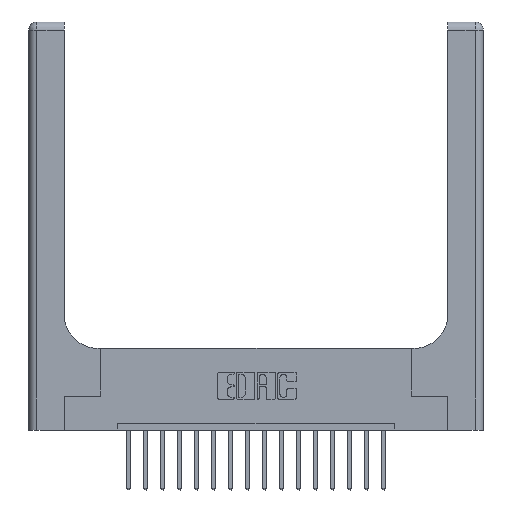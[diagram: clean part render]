
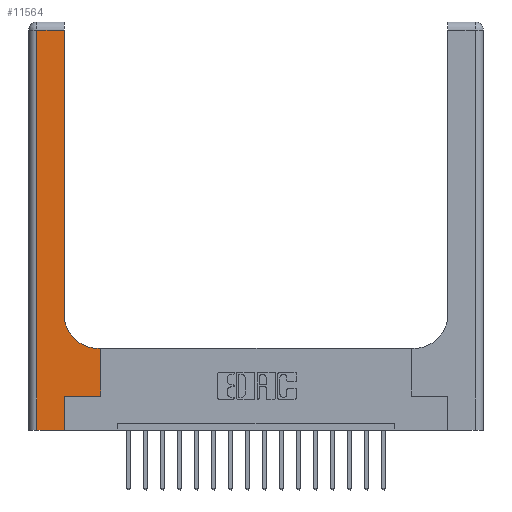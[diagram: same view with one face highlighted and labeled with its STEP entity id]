
A CAD part, top view. The second image highlights one B-rep face of the part: STEP entity #11564.
In plain terms, the highlighted planar face has unit normal (0, 0, 1).
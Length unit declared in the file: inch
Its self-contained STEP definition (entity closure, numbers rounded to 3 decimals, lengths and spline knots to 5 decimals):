
#760 = DIRECTION ( 'NONE',  ( 0., 1., 0. ) ) ;
#777 = CARTESIAN_POINT ( 'NONE',  ( 0.51, 0.85, 0.37 ) ) ;
#933 = VERTEX_POINT ( 'NONE', #10333 ) ;
#1016 = CARTESIAN_POINT ( 'NONE',  ( 0.26, 2.94, 0.37 ) ) ;
#1626 = DIRECTION ( 'NONE',  ( -1., 0., 0. ) ) ;
#1630 = AXIS2_PLACEMENT_3D ( 'NONE', #7988, #16844, #3538 ) ;
#2013 = LINE ( 'NONE', #3650, #3928 ) ;
#2663 = ORIENTED_EDGE ( 'NONE', *, *, #9230, .T. ) ;
#2680 = CARTESIAN_POINT ( 'NONE',  ( 0.06, 3., 0.37 ) ) ;
#3307 = ORIENTED_EDGE ( 'NONE', *, *, #17988, .T. ) ;
#3538 = DIRECTION ( 'NONE',  ( -1., 0., 0. ) ) ;
#3564 = ORIENTED_EDGE ( 'NONE', *, *, #10978, .T. ) ;
#3650 = CARTESIAN_POINT ( 'NONE',  ( 0.26, 3., 0.37 ) ) ;
#3862 = ORIENTED_EDGE ( 'NONE', *, *, #9810, .T. ) ;
#3928 = VECTOR ( 'NONE', #9544, 39.37008 ) ;
#3984 = CARTESIAN_POINT ( 'NONE',  ( 0., 0., 0.37 ) ) ;
#4080 = DIRECTION ( 'NONE',  ( 1., 0., 0. ) ) ;
#4258 = LINE ( 'NONE', #3984, #14092 ) ;
#4545 = VERTEX_POINT ( 'NONE', #6534 ) ;
#4627 = VERTEX_POINT ( 'NONE', #11464 ) ;
#4638 = DIRECTION ( 'NONE',  ( 1., 0., 0. ) ) ;
#4724 = VERTEX_POINT ( 'NONE', #5652 ) ;
#4976 = CARTESIAN_POINT ( 'NONE',  ( 0.06, 2.94, 0.37 ) ) ;
#5080 = PLANE ( 'NONE',  #1630 ) ;
#5228 = ORIENTED_EDGE ( 'NONE', *, *, #16044, .T. ) ;
#5652 = CARTESIAN_POINT ( 'NONE',  ( 0.51, 0.6, 0.37 ) ) ;
#5818 = AXIS2_PLACEMENT_3D ( 'NONE', #777, #12556, #18426 ) ;
#6071 = CARTESIAN_POINT ( 'NONE',  ( 0.265, 0.25, 0.37 ) ) ;
#6463 = LINE ( 'NONE', #6071, #18400 ) ;
#6534 = CARTESIAN_POINT ( 'NONE',  ( 0.528, 0.6, 0.37 ) ) ;
#6920 = CARTESIAN_POINT ( 'NONE',  ( 0.265, 0., 0.37 ) ) ;
#7211 = LINE ( 'NONE', #2680, #13843 ) ;
#7417 = LINE ( 'NONE', #13200, #11063 ) ;
#7988 = CARTESIAN_POINT ( 'NONE',  ( 0., 3., 0.37 ) ) ;
#8026 = LINE ( 'NONE', #15426, #16910 ) ;
#8534 = EDGE_LOOP ( 'NONE', ( #5228, #11489, #18364, #2663, #3307, #14591, #3862, #14957, #3564 ) ) ;
#9106 = VERTEX_POINT ( 'NONE', #15070 ) ;
#9230 = EDGE_CURVE ( 'NONE', #12412, #9106, #4258, .T. ) ;
#9233 = VECTOR ( 'NONE', #760, 39.37008 ) ;
#9544 = DIRECTION ( 'NONE',  ( 0., 1., 0. ) ) ;
#9810 = EDGE_CURVE ( 'NONE', #933, #4545, #18902, .T. ) ;
#10209 = DIRECTION ( 'NONE',  ( 0., -1., 0. ) ) ;
#10333 = CARTESIAN_POINT ( 'NONE',  ( 0.528, 0.25, 0.37 ) ) ;
#10895 = EDGE_CURVE ( 'NONE', #13745, #17172, #8026, .T. ) ;
#10978 = EDGE_CURVE ( 'NONE', #4724, #4627, #12327, .T. ) ;
#11063 = VECTOR ( 'NONE', #1626, 39.37008 ) ;
#11464 = CARTESIAN_POINT ( 'NONE',  ( 0.26, 0.85, 0.37 ) ) ;
#11489 = ORIENTED_EDGE ( 'NONE', *, *, #10895, .T. ) ;
#11564 = ADVANCED_FACE ( 'NONE', ( #16942 ), #5080, .F. ) ;
#11965 = VECTOR ( 'NONE', #14281, 39.37008 ) ;
#12327 = CIRCLE ( 'NONE', #5818, 0.25 ) ;
#12412 = VERTEX_POINT ( 'NONE', #15343 ) ;
#12556 = DIRECTION ( 'NONE',  ( 0., 0., -1. ) ) ;
#12816 = LINE ( 'NONE', #6920, #9233 ) ;
#13024 = CARTESIAN_POINT ( 'NONE',  ( 0.528, 0.25, 0.37 ) ) ;
#13200 = CARTESIAN_POINT ( 'NONE',  ( 0.26, 0.6, 0.37 ) ) ;
#13745 = VERTEX_POINT ( 'NONE', #1016 ) ;
#13843 = VECTOR ( 'NONE', #10209, 39.37008 ) ;
#14092 = VECTOR ( 'NONE', #4080, 39.37008 ) ;
#14281 = DIRECTION ( 'NONE',  ( 0., 1., 0. ) ) ;
#14591 = ORIENTED_EDGE ( 'NONE', *, *, #16327, .T. ) ;
#14957 = ORIENTED_EDGE ( 'NONE', *, *, #17720, .T. ) ;
#15070 = CARTESIAN_POINT ( 'NONE',  ( 0.265, 0., 0.37 ) ) ;
#15343 = CARTESIAN_POINT ( 'NONE',  ( 0.06, 0., 0.37 ) ) ;
#15426 = CARTESIAN_POINT ( 'NONE',  ( 0., 2.94, 0.37 ) ) ;
#16044 = EDGE_CURVE ( 'NONE', #4627, #13745, #2013, .T. ) ;
#16327 = EDGE_CURVE ( 'NONE', #18406, #933, #6463, .T. ) ;
#16753 = CARTESIAN_POINT ( 'NONE',  ( 0.265, 0.25, 0.37 ) ) ;
#16844 = DIRECTION ( 'NONE',  ( 0., 0., -1. ) ) ;
#16910 = VECTOR ( 'NONE', #18329, 39.37008 ) ;
#16942 = FACE_OUTER_BOUND ( 'NONE', #8534, .T. ) ;
#17172 = VERTEX_POINT ( 'NONE', #4976 ) ;
#17720 = EDGE_CURVE ( 'NONE', #4545, #4724, #7417, .T. ) ;
#17988 = EDGE_CURVE ( 'NONE', #9106, #18406, #12816, .T. ) ;
#18161 = EDGE_CURVE ( 'NONE', #17172, #12412, #7211, .T. ) ;
#18329 = DIRECTION ( 'NONE',  ( -1., 0., 0. ) ) ;
#18364 = ORIENTED_EDGE ( 'NONE', *, *, #18161, .T. ) ;
#18400 = VECTOR ( 'NONE', #4638, 39.37008 ) ;
#18406 = VERTEX_POINT ( 'NONE', #16753 ) ;
#18426 = DIRECTION ( 'NONE',  ( 1., 0., 0. ) ) ;
#18902 = LINE ( 'NONE', #13024, #11965 ) ;
